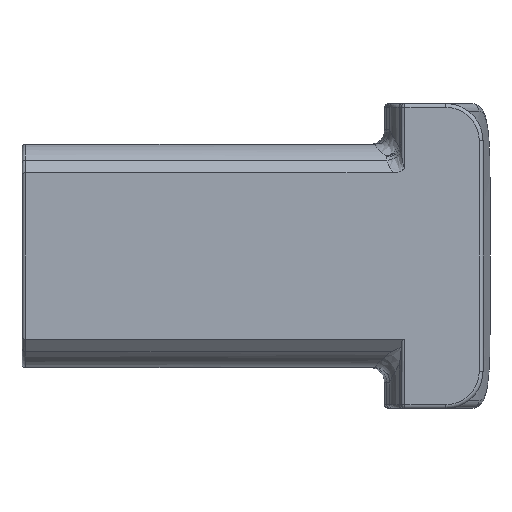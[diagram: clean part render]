
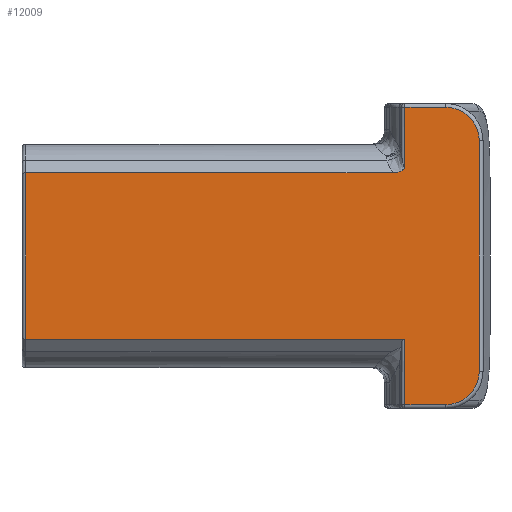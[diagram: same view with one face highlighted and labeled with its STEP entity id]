
A CAD part, front view. The second image highlights one B-rep face of the part: STEP entity #12009.
In plain terms, the highlighted planar face has unit normal (0, -1, 0).
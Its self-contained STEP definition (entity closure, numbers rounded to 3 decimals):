
#1108 = VERTEX_POINT ( 'NONE', #13970 ) ;
#1683 = VERTEX_POINT ( 'NONE', #13964 ) ;
#5126 = VERTEX_POINT ( 'NONE', #13961 ) ;
#6796 = VERTEX_POINT ( 'NONE', #13989 ) ;
#6946 = VERTEX_POINT ( 'NONE', #14114 ) ;
#6970 = VERTEX_POINT ( 'NONE', #14060 ) ;
#6975 = VERTEX_POINT ( 'NONE', #14071 ) ;
#7104 = EDGE_LOOP ( 'NONE', ( #12888, #12876, #12940, #12891, #12890, #12948, #12978, #12944, #12932, #12967, #12887 ) ) ;
#7234 = B_SPLINE_CURVE_WITH_KNOTS ( 'NONE', 3,
 ( #14343, #14314, #14345, #14348, #14336, #14316, #14317, #14330, #14358, #14307 ),
 .UNSPECIFIED., .F., .F.,
 ( 4, 2, 2, 2, 4 ),
 ( 0., 0., 0.001, 0.001, 0.002 ),
 .UNSPECIFIED. ) ;
#8065 = CARTESIAN_POINT ( 'NONE',  ( 5., 0., -20. ) ) ;
#9511 = CARTESIAN_POINT ( 'NONE',  ( -51.5, 0., -11.184 ) ) ;
#9532 = CARTESIAN_POINT ( 'NONE',  ( -1.966, 0., 11.184 ) ) ;
#9546 = CARTESIAN_POINT ( 'NONE',  ( -0.51, 0., 11.912 ) ) ;
#11472 = EDGE_CURVE ( 'NONE', #1683, #6975, #15967, .T. ) ;
#11477 = EDGE_CURVE ( 'NONE', #5126, #6796, #15992, .T. ) ;
#11527 = EDGE_CURVE ( 'NONE', #13657, #13645, #7234, .T. ) ;
#11878 = EDGE_CURVE ( 'NONE', #5126, #13669, #16995, .T. ) ;
#11881 = EDGE_CURVE ( 'NONE', #6796, #12298, #17012, .T. ) ;
#11884 = EDGE_CURVE ( 'NONE', #6975, #1108, #16999, .T. ) ;
#11902 = EDGE_CURVE ( 'NONE', #12298, #1683, #17052, .T. ) ;
#11918 = EDGE_CURVE ( 'NONE', #1108, #6946, #17068, .T. ) ;
#11924 = EDGE_CURVE ( 'NONE', #13645, #6970, #17075, .T. ) ;
#11937 = EDGE_CURVE ( 'NONE', #6970, #13669, #17086, .T. ) ;
#11940 = EDGE_CURVE ( 'NONE', #6946, #13657, #17062, .T. ) ;
#12009 = ADVANCED_FACE ( 'NONE', ( #17199 ), #19646, .F. ) ;
#12298 = VERTEX_POINT ( 'NONE', #8065 ) ;
#12876 = ORIENTED_EDGE ( 'NONE', *, *, #11527, .T. ) ;
#12887 = ORIENTED_EDGE ( 'NONE', *, *, #11918, .T. ) ;
#12888 = ORIENTED_EDGE ( 'NONE', *, *, #11940, .T. ) ;
#12890 = ORIENTED_EDGE ( 'NONE', *, *, #11878, .F. ) ;
#12891 = ORIENTED_EDGE ( 'NONE', *, *, #11937, .T. ) ;
#12932 = ORIENTED_EDGE ( 'NONE', *, *, #11472, .T. ) ;
#12940 = ORIENTED_EDGE ( 'NONE', *, *, #11924, .T. ) ;
#12944 = ORIENTED_EDGE ( 'NONE', *, *, #11902, .T. ) ;
#12948 = ORIENTED_EDGE ( 'NONE', *, *, #11477, .T. ) ;
#12967 = ORIENTED_EDGE ( 'NONE', *, *, #11884, .T. ) ;
#12978 = ORIENTED_EDGE ( 'NONE', *, *, #11881, .T. ) ;
#13645 = VERTEX_POINT ( 'NONE', #9532 ) ;
#13657 = VERTEX_POINT ( 'NONE', #9546 ) ;
#13669 = VERTEX_POINT ( 'NONE', #9511 ) ;
#13961 = CARTESIAN_POINT ( 'NONE',  ( -0.51, 0., -11.184 ) ) ;
#13964 = CARTESIAN_POINT ( 'NONE',  ( 9.5, 0., -15.5 ) ) ;
#13970 = CARTESIAN_POINT ( 'NONE',  ( 5., 0., 20. ) ) ;
#13989 = CARTESIAN_POINT ( 'NONE',  ( -0.51, 0., -20. ) ) ;
#14060 = CARTESIAN_POINT ( 'NONE',  ( -51.5, 0., 11.184 ) ) ;
#14071 = CARTESIAN_POINT ( 'NONE',  ( 9.5, 0., 15.5 ) ) ;
#14114 = CARTESIAN_POINT ( 'NONE',  ( -0.51, 0., 20. ) ) ;
#14120 = CARTESIAN_POINT ( 'NONE',  ( 9.5, 0., 20.5 ) ) ;
#14139 = CARTESIAN_POINT ( 'NONE',  ( -0.51, 0., -20.5 ) ) ;
#14147 = DIRECTION ( 'NONE',  ( 0., 0., 1. ) ) ;
#14174 = DIRECTION ( 'NONE',  ( 0., 0., -1. ) ) ;
#14307 = CARTESIAN_POINT ( 'NONE',  ( -1.966, 0., 11.184 ) ) ;
#14314 = CARTESIAN_POINT ( 'NONE',  ( -0.574, 0., 11.784 ) ) ;
#14316 = CARTESIAN_POINT ( 'NONE',  ( -1.266, 0., 11.294 ) ) ;
#14317 = CARTESIAN_POINT ( 'NONE',  ( -1.404, 0., 11.252 ) ) ;
#14330 = CARTESIAN_POINT ( 'NONE',  ( -1.682, 0., 11.197 ) ) ;
#14336 = CARTESIAN_POINT ( 'NONE',  ( -1.008, 0., 11.411 ) ) ;
#14343 = CARTESIAN_POINT ( 'NONE',  ( -0.51, 0., 11.912 ) ) ;
#14345 = CARTESIAN_POINT ( 'NONE',  ( -0.668, 0., 11.671 ) ) ;
#14348 = CARTESIAN_POINT ( 'NONE',  ( -0.885, 0., 11.485 ) ) ;
#14358 = CARTESIAN_POINT ( 'NONE',  ( -1.823, 0., 11.184 ) ) ;
#15967 = LINE ( 'NONE', #14120, #15982 ) ;
#15973 = VECTOR ( 'NONE', #14174, 1000. ) ;
#15982 = VECTOR ( 'NONE', #14147, 1000. ) ;
#15992 = LINE ( 'NONE', #14139, #15973 ) ;
#16995 = LINE ( 'NONE', #17639, #17010 ) ;
#16999 = CIRCLE ( 'NONE', #18776, 4.5 ) ;
#17010 = VECTOR ( 'NONE', #17650, 1000. ) ;
#17012 = LINE ( 'NONE', #17642, #17014 ) ;
#17014 = VECTOR ( 'NONE', #17667, 1000. ) ;
#17052 = CIRCLE ( 'NONE', #18810, 4.5 ) ;
#17061 = VECTOR ( 'NONE', #17784, 1000. ) ;
#17062 = LINE ( 'NONE', #17840, #17113 ) ;
#17068 = LINE ( 'NONE', #17795, #17061 ) ;
#17075 = LINE ( 'NONE', #17808, #17098 ) ;
#17083 = VECTOR ( 'NONE', #17839, 1000. ) ;
#17086 = LINE ( 'NONE', #17851, #17083 ) ;
#17098 = VECTOR ( 'NONE', #17781, 1000. ) ;
#17113 = VECTOR ( 'NONE', #17833, 1000. ) ;
#17199 = FACE_OUTER_BOUND ( 'NONE', #7104, .T. ) ;
#17639 = CARTESIAN_POINT ( 'NONE',  ( -1.01, 0., -11.184 ) ) ;
#17642 = CARTESIAN_POINT ( 'NONE',  ( 0., 0., -20. ) ) ;
#17650 = DIRECTION ( 'NONE',  ( -1., 0., 0. ) ) ;
#17667 = DIRECTION ( 'NONE',  ( 1., 0., 0. ) ) ;
#17688 = CARTESIAN_POINT ( 'NONE',  ( 5., 0., 15.5 ) ) ;
#17696 = DIRECTION ( 'NONE',  ( 0., -1., 0. ) ) ;
#17723 = DIRECTION ( 'NONE',  ( -1., 0., 0. ) ) ;
#17729 = CARTESIAN_POINT ( 'NONE',  ( 5., 0., -15.5 ) ) ;
#17767 = DIRECTION ( 'NONE',  ( 0., -1., 0. ) ) ;
#17769 = DIRECTION ( 'NONE',  ( -1., 0., 0. ) ) ;
#17781 = DIRECTION ( 'NONE',  ( -1., 0., 0. ) ) ;
#17784 = DIRECTION ( 'NONE',  ( -1., 0., 0. ) ) ;
#17795 = CARTESIAN_POINT ( 'NONE',  ( -1.01, 0., 20. ) ) ;
#17808 = CARTESIAN_POINT ( 'NONE',  ( -1.01, 0., 11.184 ) ) ;
#17833 = DIRECTION ( 'NONE',  ( 0., 0., -1. ) ) ;
#17839 = DIRECTION ( 'NONE',  ( 0., 0., -1. ) ) ;
#17840 = CARTESIAN_POINT ( 'NONE',  ( -0.51, 0., 20.5 ) ) ;
#17851 = CARTESIAN_POINT ( 'NONE',  ( -51.5, 0., 20.5 ) ) ;
#18776 = AXIS2_PLACEMENT_3D ( 'NONE', #17688, #17696, #17723 ) ;
#18810 = AXIS2_PLACEMENT_3D ( 'NONE', #17729, #17767, #17769 ) ;
#18872 = AXIS2_PLACEMENT_3D ( 'NONE', #19632, #19620, #19650 ) ;
#19620 = DIRECTION ( 'NONE',  ( 0., 1., 0. ) ) ;
#19632 = CARTESIAN_POINT ( 'NONE',  ( 0., 0., 20.5 ) ) ;
#19646 = PLANE ( 'NONE',  #18872 ) ;
#19650 = DIRECTION ( 'NONE',  ( -1., 0., 0. ) ) ;
